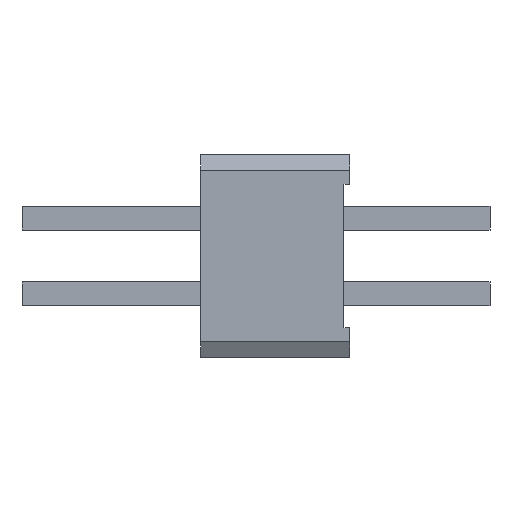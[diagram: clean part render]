
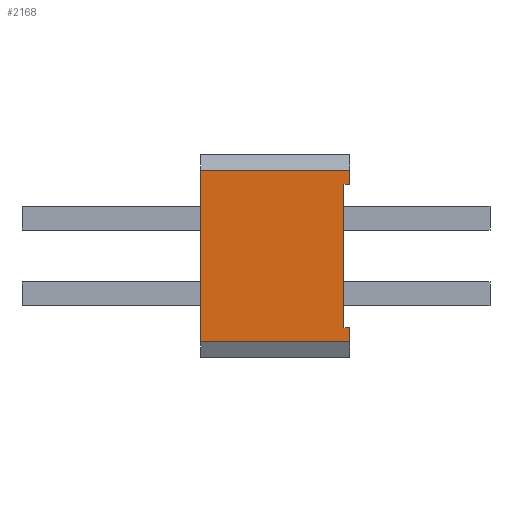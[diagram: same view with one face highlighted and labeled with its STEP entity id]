
A CAD part, left-side view. The second image highlights one B-rep face of the part: STEP entity #2168.
In plain terms, the highlighted planar face has unit normal (-1, 0, 0).
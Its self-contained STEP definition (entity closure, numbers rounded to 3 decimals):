
#5=DIRECTION('',(0.,0.,1.));
#6=VECTOR('',#5,0.24);
#7=CARTESIAN_POINT('',(-0.635,0.,1.2));
#8=LINE('3752',#7,#6);
#145=DIRECTION('',(0.,1.,0.));
#146=VECTOR('',#145,2.5);
#147=CARTESIAN_POINT('',(-0.635,0.,1.44));
#148=LINE('3724',#147,#146);
#149=DIRECTION('',(0.,1.,0.));
#150=VECTOR('',#149,0.1);
#151=CARTESIAN_POINT('',(-0.635,0.,1.2));
#152=LINE('3748',#151,#150);
#153=DIRECTION('',(0.,0.,-1.));
#154=VECTOR('',#153,2.4);
#155=CARTESIAN_POINT('',(-0.635,0.1,1.2));
#156=LINE('3749',#155,#154);
#157=DIRECTION('',(0.,1.,0.));
#158=VECTOR('',#157,0.1);
#159=CARTESIAN_POINT('',(-0.635,0.,-1.2));
#160=LINE('3750',#159,#158);
#161=DIRECTION('',(0.,1.,0.));
#162=VECTOR('',#161,2.5);
#163=CARTESIAN_POINT('',(-0.635,0.,-1.44));
#164=LINE('3723',#163,#162);
#401=DIRECTION('',(0.,0.,1.));
#402=VECTOR('',#401,0.24);
#403=CARTESIAN_POINT('',(-0.635,0.,-1.44));
#404=LINE('3751',#403,#402);
#489=DIRECTION('',(0.,0.,1.));
#490=VECTOR('',#489,2.88);
#491=CARTESIAN_POINT('',(-0.635,2.5,-1.44));
#492=LINE('3718',#491,#490);
#1394=CARTESIAN_POINT('',(-0.635,0.,-1.44));
#1396=VERTEX_POINT('',#1394);
#1397=CARTESIAN_POINT('',(-0.635,0.,1.44));
#1399=VERTEX_POINT('',#1397);
#1406=CARTESIAN_POINT('',(-0.635,2.5,-1.44));
#1408=VERTEX_POINT('',#1406);
#1409=CARTESIAN_POINT('',(-0.635,2.5,1.44));
#1410=VERTEX_POINT('',#1409);
#1441=CARTESIAN_POINT('',(-0.635,0.,1.2));
#1443=VERTEX_POINT('',#1441);
#1445=CARTESIAN_POINT('',(-0.635,0.,-1.2));
#1447=VERTEX_POINT('',#1445);
#1449=CARTESIAN_POINT('',(-0.635,0.1,1.2));
#1450=VERTEX_POINT('',#1449);
#1451=CARTESIAN_POINT('',(-0.635,0.1,-1.2));
#1452=VERTEX_POINT('',#1451);
#2148=CARTESIAN_POINT('',(-0.635,0.,-1.44));
#2149=DIRECTION('',(-1.,0.,0.));
#2150=DIRECTION('',(0.,0.,1.));
#2151=AXIS2_PLACEMENT_3D('',#2148,#2149,#2150);
#2152=PLANE('3578',#2151);
#2153=ORIENTED_EDGE('3748',*,*,#1911,.T.);
#2155=ORIENTED_EDGE('3749',*,*,#2154,.T.);
#2157=ORIENTED_EDGE('3750',*,*,#2156,.F.);
#2159=ORIENTED_EDGE('3751',*,*,#2158,.F.);
#2161=ORIENTED_EDGE('3723',*,*,#2160,.T.);
#2163=ORIENTED_EDGE('3718',*,*,#2162,.T.);
#2164=ORIENTED_EDGE('3724',*,*,#2140,.F.);
#2165=ORIENTED_EDGE('3752',*,*,#1864,.F.);
#2166=EDGE_LOOP('3578',(#2153,#2155,#2157,#2159,#2161,#2163,#2164,#2165));
#2167=FACE_OUTER_BOUND('3578',#2166,.F.);
#2168=ADVANCED_FACE('3578',(#2167),#2152,.T.);
#1864=EDGE_CURVE('3752',#1443,#1399,#8,.T.);
#1911=EDGE_CURVE('3748',#1443,#1450,#152,.T.);
#2140=EDGE_CURVE('3724',#1399,#1410,#148,.T.);
#2154=EDGE_CURVE('3749',#1450,#1452,#156,.T.);
#2156=EDGE_CURVE('3750',#1447,#1452,#160,.T.);
#2158=EDGE_CURVE('3751',#1396,#1447,#404,.T.);
#2160=EDGE_CURVE('3723',#1396,#1408,#164,.T.);
#2162=EDGE_CURVE('3718',#1408,#1410,#492,.T.);
